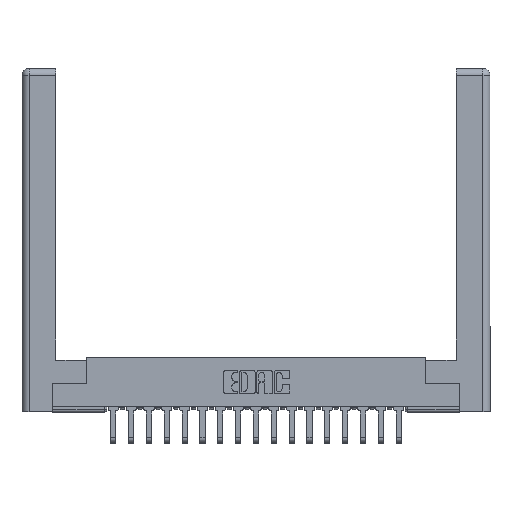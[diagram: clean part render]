
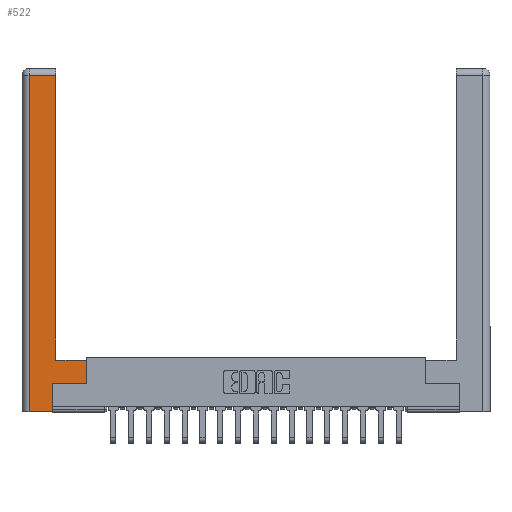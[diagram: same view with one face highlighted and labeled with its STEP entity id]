
A CAD part, top view. The second image highlights one B-rep face of the part: STEP entity #522.
In plain terms, the highlighted planar face has unit normal (0, 0, 1).
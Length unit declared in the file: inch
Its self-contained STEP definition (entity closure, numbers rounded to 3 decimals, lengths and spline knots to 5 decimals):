
#195 = LINE ( 'NONE', #15209, #22007 ) ;
#522 = ADVANCED_FACE ( 'NONE', ( #10743 ), #13351, .F. ) ;
#531 = VERTEX_POINT ( 'NONE', #21762 ) ;
#690 = CARTESIAN_POINT ( 'NONE',  ( 0.565, 0.45, 0. ) ) ;
#698 = EDGE_LOOP ( 'NONE', ( #5899, #4067, #5314, #19506, #3760, #10176, #6520, #11808 ) ) ;
#842 = DIRECTION ( 'NONE',  ( -1., 0., 0. ) ) ;
#1561 = CARTESIAN_POINT ( 'NONE',  ( 0.265, 0.245, 0. ) ) ;
#2269 = VERTEX_POINT ( 'NONE', #5968 ) ;
#3226 = VERTEX_POINT ( 'NONE', #4673 ) ;
#3524 = CARTESIAN_POINT ( 'NONE',  ( 0.295, 0.45, 0. ) ) ;
#3624 = VECTOR ( 'NONE', #21305, 39.37008 ) ;
#3727 = LINE ( 'NONE', #19748, #6145 ) ;
#3760 = ORIENTED_EDGE ( 'NONE', *, *, #8452, .T. ) ;
#4067 = ORIENTED_EDGE ( 'NONE', *, *, #7601, .T. ) ;
#4673 = CARTESIAN_POINT ( 'NONE',  ( 0.565, 0.245, 0. ) ) ;
#4715 = DIRECTION ( 'NONE',  ( 1., 0., 0. ) ) ;
#4855 = DIRECTION ( 'NONE',  ( 0., 1., 0. ) ) ;
#4985 = VECTOR ( 'NONE', #16895, 39.37008 ) ;
#5040 = LINE ( 'NONE', #21984, #12314 ) ;
#5275 = AXIS2_PLACEMENT_3D ( 'NONE', #14854, #16571, #20042 ) ;
#5314 = ORIENTED_EDGE ( 'NONE', *, *, #21788, .T. ) ;
#5484 = CARTESIAN_POINT ( 'NONE',  ( 0.0615, 0., 0. ) ) ;
#5899 = ORIENTED_EDGE ( 'NONE', *, *, #19664, .T. ) ;
#5968 = CARTESIAN_POINT ( 'NONE',  ( 0.295, 0.45, 0. ) ) ;
#6120 = VECTOR ( 'NONE', #842, 39.37008 ) ;
#6145 = VECTOR ( 'NONE', #9269, 39.37008 ) ;
#6164 = CARTESIAN_POINT ( 'NONE',  ( 0.0615, 2.94, 0. ) ) ;
#6520 = ORIENTED_EDGE ( 'NONE', *, *, #13937, .T. ) ;
#6651 = LINE ( 'NONE', #1561, #13935 ) ;
#7601 = EDGE_CURVE ( 'NONE', #531, #18863, #16111, .T. ) ;
#7813 = CARTESIAN_POINT ( 'NONE',  ( 0.0615, 2.94, 0. ) ) ;
#7886 = EDGE_CURVE ( 'NONE', #22133, #14549, #5040, .T. ) ;
#8452 = EDGE_CURVE ( 'NONE', #14549, #19013, #6651, .T. ) ;
#8519 = CARTESIAN_POINT ( 'NONE',  ( 0.565, 0.45, 0. ) ) ;
#9269 = DIRECTION ( 'NONE',  ( 0., 1., 0. ) ) ;
#10176 = ORIENTED_EDGE ( 'NONE', *, *, #20983, .T. ) ;
#10743 = FACE_OUTER_BOUND ( 'NONE', #698, .T. ) ;
#11219 = LINE ( 'NONE', #3524, #15815 ) ;
#11742 = DIRECTION ( 'NONE',  ( 1., 0., 0. ) ) ;
#11808 = ORIENTED_EDGE ( 'NONE', *, *, #20697, .T. ) ;
#11941 = CARTESIAN_POINT ( 'NONE',  ( 0.0615, 0., 0. ) ) ;
#12314 = VECTOR ( 'NONE', #11742, 39.37008 ) ;
#13108 = LINE ( 'NONE', #11941, #4985 ) ;
#13351 = PLANE ( 'NONE',  #5275 ) ;
#13935 = VECTOR ( 'NONE', #4855, 39.37008 ) ;
#13937 = EDGE_CURVE ( 'NONE', #3226, #19117, #20088, .T. ) ;
#14549 = VERTEX_POINT ( 'NONE', #19558 ) ;
#14854 = CARTESIAN_POINT ( 'NONE',  ( 0., 0., 0. ) ) ;
#15209 = CARTESIAN_POINT ( 'NONE',  ( 0.565, 0.245, 0. ) ) ;
#15815 = VECTOR ( 'NONE', #17312, 39.37008 ) ;
#16111 = LINE ( 'NONE', #7813, #6120 ) ;
#16571 = DIRECTION ( 'NONE',  ( 0., 0., -1. ) ) ;
#16895 = DIRECTION ( 'NONE',  ( 0., -1., 0. ) ) ;
#17312 = DIRECTION ( 'NONE',  ( -1., 0., 0. ) ) ;
#18155 = CARTESIAN_POINT ( 'NONE',  ( 0.265, 0.245, 0. ) ) ;
#18863 = VERTEX_POINT ( 'NONE', #6164 ) ;
#19013 = VERTEX_POINT ( 'NONE', #18155 ) ;
#19117 = VERTEX_POINT ( 'NONE', #8519 ) ;
#19506 = ORIENTED_EDGE ( 'NONE', *, *, #7886, .T. ) ;
#19558 = CARTESIAN_POINT ( 'NONE',  ( 0.265, 0., 0. ) ) ;
#19664 = EDGE_CURVE ( 'NONE', #2269, #531, #3727, .T. ) ;
#19748 = CARTESIAN_POINT ( 'NONE',  ( 0.295, 3., 0. ) ) ;
#20042 = DIRECTION ( 'NONE',  ( -1., 0., 0. ) ) ;
#20088 = LINE ( 'NONE', #690, #3624 ) ;
#20697 = EDGE_CURVE ( 'NONE', #19117, #2269, #11219, .T. ) ;
#20983 = EDGE_CURVE ( 'NONE', #19013, #3226, #195, .T. ) ;
#21305 = DIRECTION ( 'NONE',  ( 0., 1., 0. ) ) ;
#21762 = CARTESIAN_POINT ( 'NONE',  ( 0.295, 2.94, 0. ) ) ;
#21788 = EDGE_CURVE ( 'NONE', #18863, #22133, #13108, .T. ) ;
#21984 = CARTESIAN_POINT ( 'NONE',  ( 0.265, 0., 0. ) ) ;
#22007 = VECTOR ( 'NONE', #4715, 39.37008 ) ;
#22133 = VERTEX_POINT ( 'NONE', #5484 ) ;
